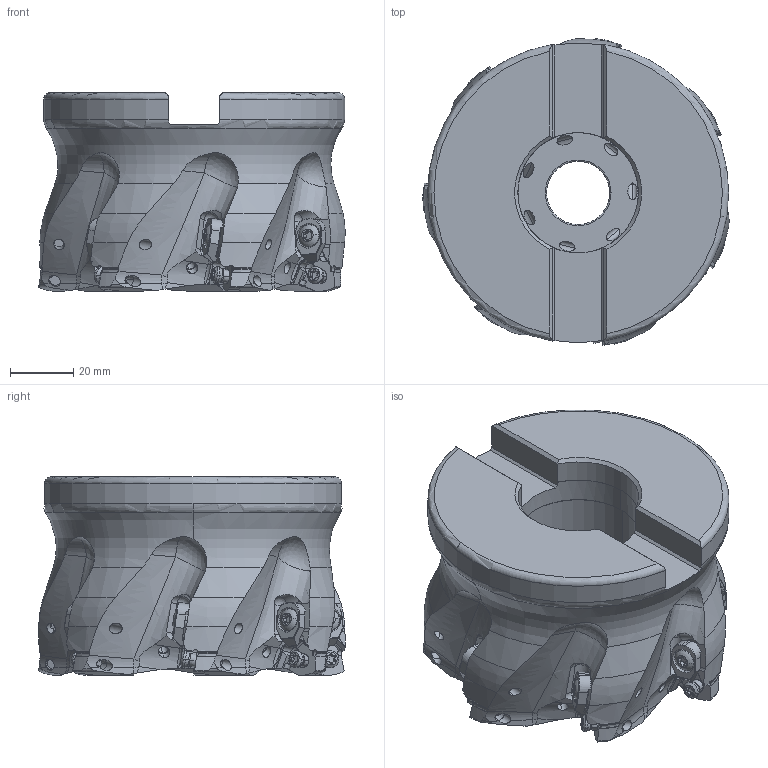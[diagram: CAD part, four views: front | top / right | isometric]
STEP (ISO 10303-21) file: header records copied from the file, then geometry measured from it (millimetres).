
FILE_DESCRIPTION(/* description */ (''),/* implementation_level */ '2;1');
FILE_NAME(/* name */ 'AJXU12R0407E.stp',/* time_stamp */ '2021-09-08T11:48:58+09:00',/* author */ (''),/* organization */ (''),/* preprocessor_version */ 'ST-DEVELOPER v16',/* originating_system */ 'SIEMENS PLM Software NX 10.0',/* authorisation */ '');
FILE_SCHEMA (('AUTOMOTIVE_DESIGN { 1 0 10303 214 3 1 1 1 }'));
Products named in the file (1): AJXU12R0407E_ASM
Bounding box: 96.94 x 96.97 x 62.78 mm (x, y, z)
Volume: 305620.6 mm3; surface area: 50235.2 mm2
Topology: 29 solids, 29 shells, 1478 faces, 4046 edges, 2718 vertices
Faces by surface type: cylinder 691, plane 448, cone 178, torus 84, sphere 56, bspline 21
Entity records: 59788 total; most frequent: CARTESIAN_POINT 21532, ORIENTED_EDGE 7952, DIRECTION 7838, EDGE_CURVE 3976, AXIS2_PLACEMENT_3D 3198, VERTEX_POINT 2620, EDGE_LOOP 1614, CIRCLE 1499
